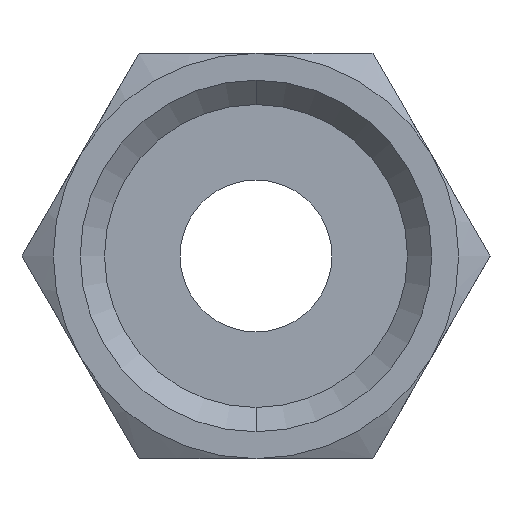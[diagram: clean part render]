
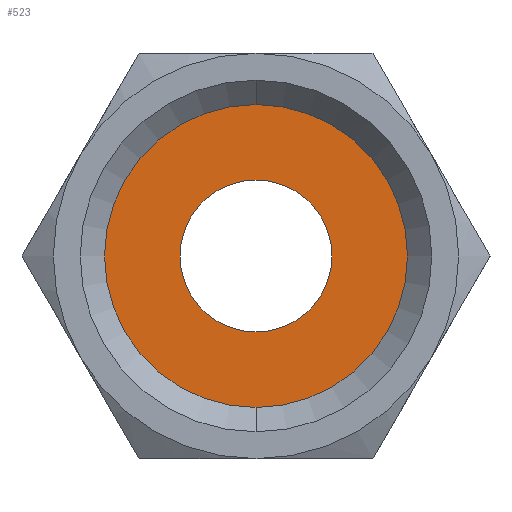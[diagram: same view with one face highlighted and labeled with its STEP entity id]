
A CAD part, front view. The second image highlights one B-rep face of the part: STEP entity #523.
In plain terms, the highlighted planar face has unit normal (0, -1, 0).
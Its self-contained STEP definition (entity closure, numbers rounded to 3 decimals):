
#25 = VERTEX_POINT ( 'NONE', #635 ) ;
#36 = FACE_OUTER_BOUND ( 'NONE', #1204, .T. ) ;
#100 = DIRECTION ( 'NONE',  ( 0., -1., 0. ) ) ;
#260 = DIRECTION ( 'NONE',  ( 0., 0., -1. ) ) ;
#276 = DIRECTION ( 'NONE',  ( 0., 0., -1. ) ) ;
#357 = PLANE ( 'NONE',  #806 ) ;
#365 = CARTESIAN_POINT ( 'NONE',  ( 0., 11.5, 0. ) ) ;
#374 = DIRECTION ( 'NONE',  ( 0., 0., 1. ) ) ;
#375 = DIRECTION ( 'NONE',  ( 0., 1., 0. ) ) ;
#379 = FACE_BOUND ( 'NONE', #1300, .T. ) ;
#442 = CARTESIAN_POINT ( 'NONE',  ( 0., 11.5, 3.75 ) ) ;
#462 = CARTESIAN_POINT ( 'NONE',  ( 0., 11.5, -3.75 ) ) ;
#478 = VERTEX_POINT ( 'NONE', #442 ) ;
#502 = CARTESIAN_POINT ( 'NONE',  ( 0., 11.5, 0. ) ) ;
#523 = ADVANCED_FACE ( 'NONE', ( #379, #36 ), #357, .F. ) ;
#604 = CARTESIAN_POINT ( 'NONE',  ( -7.565, 11.5, -7.565 ) ) ;
#624 = CIRCLE ( 'NONE', #1262, 3.75 ) ;
#630 = ORIENTED_EDGE ( 'NONE', *, *, #691, .F. ) ;
#635 = CARTESIAN_POINT ( 'NONE',  ( 0., 11.5, 7.475 ) ) ;
#643 = AXIS2_PLACEMENT_3D ( 'NONE', #1185, #100, #950 ) ;
#669 = VERTEX_POINT ( 'NONE', #462 ) ;
#691 = EDGE_CURVE ( 'NONE', #478, #669, #1171, .T. ) ;
#806 = AXIS2_PLACEMENT_3D ( 'NONE', #604, #868, #374 ) ;
#843 = EDGE_CURVE ( 'NONE', #25, #901, #1009, .T. ) ;
#846 = CARTESIAN_POINT ( 'NONE',  ( 0., 11.5, 0. ) ) ;
#868 = DIRECTION ( 'NONE',  ( 0., 1., 0. ) ) ;
#893 = AXIS2_PLACEMENT_3D ( 'NONE', #365, #375, #260 ) ;
#894 = CARTESIAN_POINT ( 'NONE',  ( 0., 11.5, -7.475 ) ) ;
#901 = VERTEX_POINT ( 'NONE', #894 ) ;
#928 = CIRCLE ( 'NONE', #893, 7.475 ) ;
#950 = DIRECTION ( 'NONE',  ( 0., 0., 1. ) ) ;
#1009 = CIRCLE ( 'NONE', #1555, 7.475 ) ;
#1110 = EDGE_CURVE ( 'NONE', #901, #25, #928, .T. ) ;
#1162 = ORIENTED_EDGE ( 'NONE', *, *, #1110, .F. ) ;
#1171 = CIRCLE ( 'NONE', #643, 3.75 ) ;
#1185 = CARTESIAN_POINT ( 'NONE',  ( 0., 11.5, 0. ) ) ;
#1204 = EDGE_LOOP ( 'NONE', ( #1162, #1415 ) ) ;
#1262 = AXIS2_PLACEMENT_3D ( 'NONE', #846, #1458, #1469 ) ;
#1300 = EDGE_LOOP ( 'NONE', ( #630, #1453 ) ) ;
#1368 = DIRECTION ( 'NONE',  ( 0., 1., 0. ) ) ;
#1415 = ORIENTED_EDGE ( 'NONE', *, *, #843, .F. ) ;
#1453 = ORIENTED_EDGE ( 'NONE', *, *, #1472, .F. ) ;
#1458 = DIRECTION ( 'NONE',  ( 0., -1., 0. ) ) ;
#1469 = DIRECTION ( 'NONE',  ( 0., 0., 1. ) ) ;
#1472 = EDGE_CURVE ( 'NONE', #669, #478, #624, .T. ) ;
#1555 = AXIS2_PLACEMENT_3D ( 'NONE', #502, #1368, #276 ) ;
